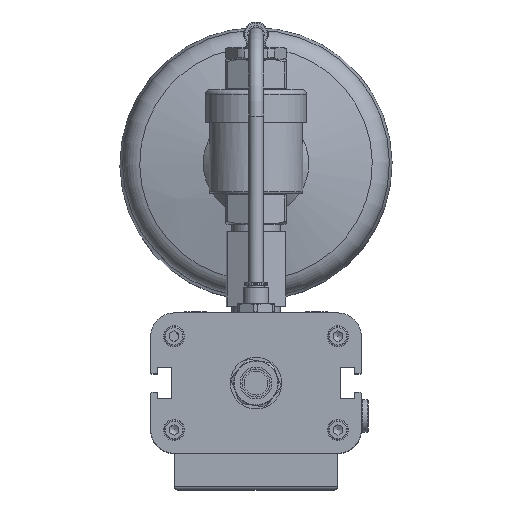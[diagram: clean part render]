
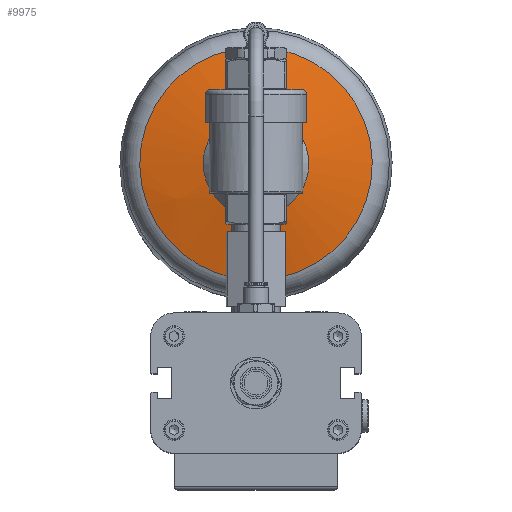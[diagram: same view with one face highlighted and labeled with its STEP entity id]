
A CAD part, top view. The second image highlights one B-rep face of the part: STEP entity #9975.
In plain terms, the highlighted spherical face has radius 173.372 mm.
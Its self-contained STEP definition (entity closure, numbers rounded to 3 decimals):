
#47=SPHERICAL_SURFACE('',#10890,173.372);
#243=FACE_BOUND('',#1700,.T.);
#1052=FACE_OUTER_BOUND('',#1699,.T.);
#1699=EDGE_LOOP('',(#7971,#7972));
#1700=EDGE_LOOP('',(#7973,#7974));
#3627=CIRCLE('',#10888,22.573);
#3628=CIRCLE('',#10889,22.573);
#3629=CIRCLE('',#10891,49.68);
#3630=CIRCLE('',#10892,49.68);
#4509=VERTEX_POINT('',#16387);
#4510=VERTEX_POINT('',#16388);
#4511=VERTEX_POINT('',#16393);
#4512=VERTEX_POINT('',#16394);
#5749=EDGE_CURVE('',#4509,#4510,#3627,.T.);
#5751=EDGE_CURVE('',#4510,#4509,#3628,.T.);
#5752=EDGE_CURVE('',#4511,#4512,#3629,.T.);
#5753=EDGE_CURVE('',#4512,#4511,#3630,.T.);
#7971=ORIENTED_EDGE('',*,*,#5752,.T.);
#7972=ORIENTED_EDGE('',*,*,#5753,.T.);
#7973=ORIENTED_EDGE('',*,*,#5749,.F.);
#7974=ORIENTED_EDGE('',*,*,#5751,.F.);
#9975=ADVANCED_FACE('',(#1052,#243),#47,.T.);
#10888=AXIS2_PLACEMENT_3D('',#16389,#13038,#13039);
#10889=AXIS2_PLACEMENT_3D('',#16391,#13041,#13042);
#10890=AXIS2_PLACEMENT_3D('',#16392,#13043,#13044);
#10891=AXIS2_PLACEMENT_3D('',#16395,#13045,#13046);
#10892=AXIS2_PLACEMENT_3D('',#16396,#13047,#13048);
#13038=DIRECTION('center_axis',(0.,0.,
1.));
#13039=DIRECTION('ref_axis',(-0.632,-0.775,0.));
#13041=DIRECTION('center_axis',(0.,0.,
1.));
#13042=DIRECTION('ref_axis',(-0.632,-0.775,0.));
#13043=DIRECTION('center_axis',(0.775,-0.632,0.));
#13044=DIRECTION('ref_axis',(0.,0.,
1.));
#13045=DIRECTION('center_axis',(0.,0.,
1.));
#13046=DIRECTION('ref_axis',(-0.632,-0.775,0.));
#13047=DIRECTION('center_axis',(0.,0.,
1.));
#13048=DIRECTION('ref_axis',(-0.632,-0.775,0.));
#16387=CARTESIAN_POINT('',(-14.26,76.501,-66.155));
#16388=CARTESIAN_POINT('',(14.26,111.499,-66.155));
#16389=CARTESIAN_POINT('Origin',(0.,94.,
-66.155));
#16391=CARTESIAN_POINT('Origin',(0.,94.,
-66.155));
#16392=CARTESIAN_POINT('Origin',(0.,94.,
-238.051));
#16393=CARTESIAN_POINT('',(-31.383,55.488,-71.949));
#16394=CARTESIAN_POINT('',(38.512,62.617,-71.949));
#16395=CARTESIAN_POINT('Origin',(0.,94.,
-71.949));
#16396=CARTESIAN_POINT('Origin',(0.,94.,
-71.949));
